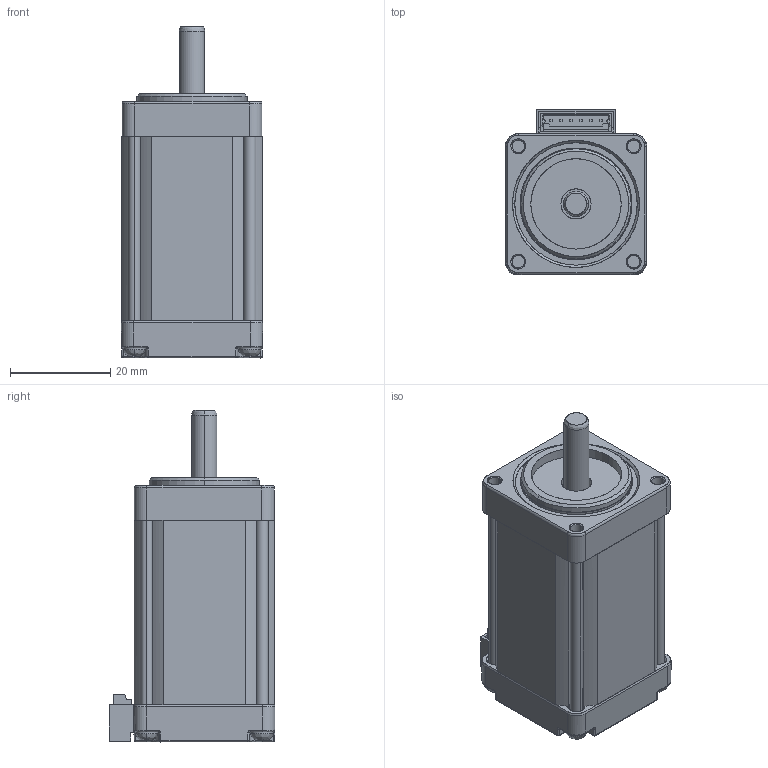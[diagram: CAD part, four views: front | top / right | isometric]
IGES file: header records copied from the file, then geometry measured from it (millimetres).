
Start section: SolidWorks IGES file using analytic representation for surfaces
Global section: file name: KV2851.IGS; native system: SolidWorks 2014; preprocessor: SolidWorks 2014; author: toru-kobayashi; date: 170529.145746; units: millimetre
Bounding box: 28.18 x 33.09 x 66.2 mm (x, y, z)
Surface area: 10595.1 mm2 (no closed solid volume)
Topology: 0 solids, 0 shells, 553 faces, 4911 edges, 4900 vertices
Faces by surface type: bspline 372, revolution 181
